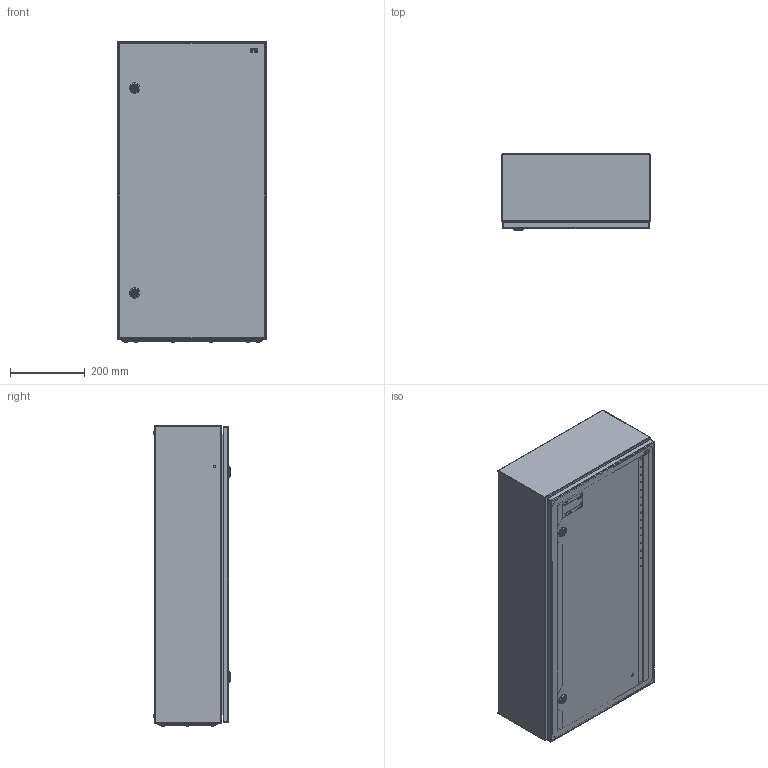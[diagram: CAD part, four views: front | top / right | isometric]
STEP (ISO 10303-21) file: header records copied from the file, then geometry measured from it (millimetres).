
FILE_DESCRIPTION((''),'2;1');
FILE_NAME('GT_80_40_20_ASM','2021-11-04T',('marketing.praksa'),('Audax d.o.o.'),'CREO PARAMETRIC BY PTC INC, 2017480','CREO PARAMETRIC BY PTC INC, 2017480','');
FILE_SCHEMA(('AUTOMOTIVE_DESIGN { 1 0 10303 214 1 1 1 1 }'));
Products named in the file (48): DRZWI_1_2_3_4_1_1_1; DRZWI_1_2_3_4_2_1_1; ZAWIAS_3_ST47_002_ELEMENT-446_1; ZAWIAS_3_ST47_002_ELEMENT-446_2; DRZWI_1_2_3_4_3_1_1; DRZWI_1_2_3_4_4_1_1; ZAWIAS_3_ST47_002_ELEMENT-446_3; DRZWI_1_2_3_4_5_1_1; 1_EB_1000-U6_H__KORPUS-44663_1_; 1_EB_1000-U6_H__WK_ADKA-44664_1; 1_EB_1000-U6_H__SRUBA-44665_1_1; DRZWI_1_2_3_4_6_1_1; 1_EB_1000-U6_H__NAKR_TKA-44667_; DRZWI_1_2_3_4_7_1_1; 1_EB_1000-U6_H__KORPUS-44669_1_; 1_EB_1000-U6_H__WK_ADKA-44670_1; 1_EB_1000-U6_H__SRUBA-44671_1_1; DRZWI_1_2_3_4_8_1_1; 1_EB_1000-U6_H__NAKR_TKA-44673_; DRZWI_1_2_3_4_9_1_1; DRZWI_1_2_3_4_10_1_1; DRZWI_1_2_3_4_11_1_1; ANSI_B27_7M_3CMI-4-44677_1_1; ANSI_B27_7M_3CMI-4-44678_1_1; DRZWI_1_2_3_4_13_1_1; DRZWI_1_2_3_4_14_1_1; ANSI_B27_7M_3CMI-4-44682_1_1; ETI_LOGO_1_1_1_1_1_2_3_1_1; ETI_LOGO_2_1_1_1_1_2_3_1_1; ETI_LOGO_3_1_1_1_1_2_3_1_1; KOR_GT_80-40-20_1_1; PRZEPUST_1_2_3_1_1; ZAWIAS_1_2_3_1_1; TULEJA_1_2_3_1_1; PLYTA_1_2_3_1_1; NAKRETKA_M8_1_2_3_1_1; ZASLEPKA_10_7_1_2_3_1_1; SCREWS_80-40-20_1_1_1; SCREWS_80-40-20_1_2_1; SCREWS_80-40-20_1_3_1 ...
Assembly tree (58 placements, depth 2):
  GT_80_40_20_ASM
    DRZWI_1_2_3_4_1_1_1
    DRZWI_1_2_3_4_2_1_1
    ZAWIAS_3_ST47_002_ELEMENT-446_1
    ZAWIAS_3_ST47_002_ELEMENT-446_2
    DRZWI_1_2_3_4_3_1_1
    DRZWI_1_2_3_4_4_1_1
    ZAWIAS_3_ST47_002_ELEMENT-446_3
    DRZWI_1_2_3_4_5_1_1
    1_EB_1000-U6_H__KORPUS-44663_1_
    1_EB_1000-U6_H__WK_ADKA-44664_1
    1_EB_1000-U6_H__SRUBA-44665_1_1
    DRZWI_1_2_3_4_6_1_1
    1_EB_1000-U6_H__NAKR_TKA-44667_
    DRZWI_1_2_3_4_7_1_1
    1_EB_1000-U6_H__KORPUS-44669_1_
    1_EB_1000-U6_H__WK_ADKA-44670_1
    1_EB_1000-U6_H__SRUBA-44671_1_1
    DRZWI_1_2_3_4_8_1_1
    1_EB_1000-U6_H__NAKR_TKA-44673_
    DRZWI_1_2_3_4_9_1_1
    DRZWI_1_2_3_4_10_1_1
    DRZWI_1_2_3_4_11_1_1
    ANSI_B27_7M_3CMI-4-44677_1_1
    ANSI_B27_7M_3CMI-4-44678_1_1
    DRZWI_1_2_3_4_13_1_1
    DRZWI_1_2_3_4_14_1_1
    ANSI_B27_7M_3CMI-4-44682_1_1
    ETI_LOGO_1_1_1_1_1_2_3_1_1
    ETI_LOGO_2_1_1_1_1_2_3_1_1
    ETI_LOGO_3_1_1_1_1_2_3_1_1
    KOR_GT_80-40-20_1_1
    PRZEPUST_1_2_3_1_1
    ZAWIAS_1_2_3_1_1  x3
    TULEJA_1_2_3_1_1  x4
    PLYTA_1_2_3_1_1
    NAKRETKA_M8_1_2_3_1_1  x4
    ZASLEPKA_10_7_1_2_3_1_1  x4
    SCREWS_80-40-20_1_1_1
    SCREWS_80-40-20_1_2_1
    SCREWS_80-40-20_1_3_1
    SCREWS_80-40-20_1_4_1
    SCREWS_80-40-20_1_5_1
    SCREWS_80-40-20_1_6_1
    SCREWS_80-40-20_1_7_1
    SCREWS_80-40-20_1_8_1
    SCREWS_80-40-20_1_9_1
    SCREWS_80-40-20_1_10_1
Bounding box: 400 x 205.99 x 807.94 mm (x, y, z)
Volume: 2386157 mm3; surface area: 3245840.1 mm2
Topology: 58 solids, 58 shells, 3101 faces, 8550 edges, 5690 vertices
Faces by surface type: plane 1342, cylinder 1175, torus 160, cone 138, extrusion 136, bspline 98, sphere 52
Entity records: 123648 total; most frequent: CARTESIAN_POINT 21953, DIRECTION 13684, ORIENTED_EDGE 13410, PRESENTATION_STYLE_ASSIGNMENT 8043, STYLED_ITEM 7103, CURVE_STYLE 6705, EDGE_CURVE 6705, AXIS2_PLACEMENT_3D 5094
